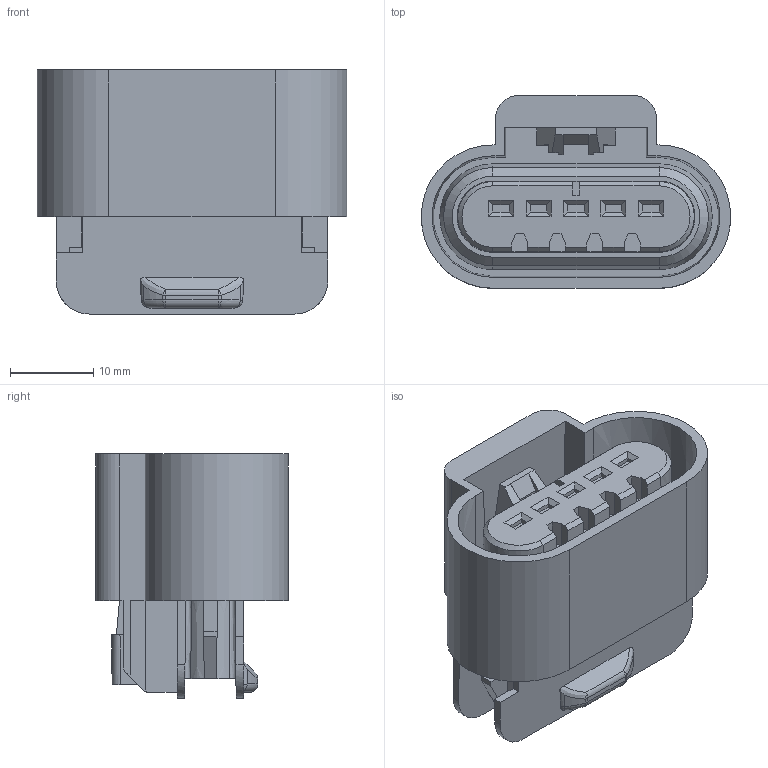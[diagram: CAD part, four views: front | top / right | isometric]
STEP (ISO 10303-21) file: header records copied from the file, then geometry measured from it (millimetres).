
FILE_DESCRIPTION(/* description */ (''),/* implementation_level */ '2;1');
FILE_NAME(/* name */ '13519051-ENV11_01-CONN.stp',/* time_stamp */ '2023-06-28T13:46:47+08:00',/* author */ (''),/* organization */ (''),/* preprocessor_version */ 'ST-DEVELOPER v16',/* originating_system */ 'SIEMENS PLM Software NX 11.0',/* authorisation */ '');
FILE_SCHEMA (('AUTOMOTIVE_DESIGN { 1 0 10303 214 3 1 1 1 }'));
Length unit declared in the file: millimetre
Products named in the file (1): 13519051-ENV11_01-CONN
Bounding box: 37.16 x 23.13 x 29.3 mm (x, y, z)
Volume: 11258.8 mm3; surface area: 7715.4 mm2
Topology: 1 solids, 1 shells, 260 faces, 697 edges, 445 vertices
Faces by surface type: plane 204, cone 22, cylinder 16, bspline 10, sphere 6, torus 2
Entity records: 8311 total; most frequent: CARTESIAN_POINT 1875, ORIENTED_EDGE 1386, DIRECTION 1237, EDGE_CURVE 693, LINE 571, VECTOR 571, VERTEX_POINT 445, AXIS2_PLACEMENT_3D 333
